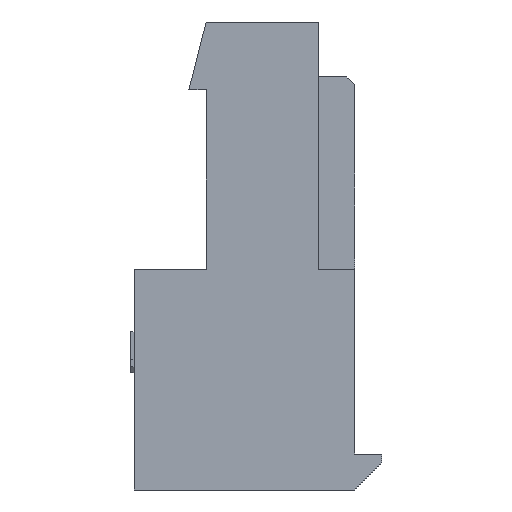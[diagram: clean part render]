
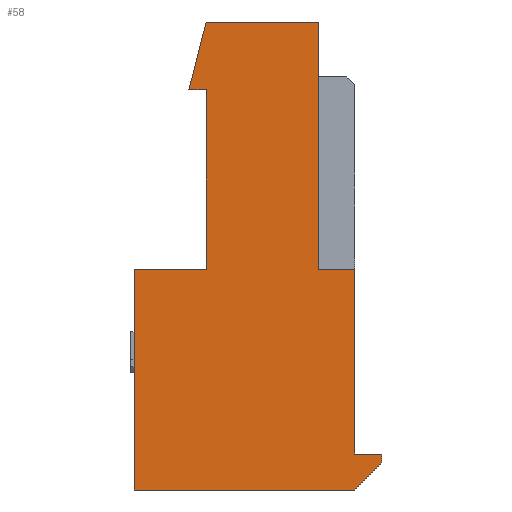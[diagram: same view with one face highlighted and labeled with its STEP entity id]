
A CAD part, left-side view. The second image highlights one B-rep face of the part: STEP entity #58.
In plain terms, the highlighted planar face has unit normal (-1, 0, 0).
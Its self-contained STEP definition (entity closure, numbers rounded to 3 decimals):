
#58=ADVANCED_FACE('',(#378),#379,.F.);
#378=FACE_OUTER_BOUND('',#1003,.T.);
#379=PLANE('',#1004);
#1003=EDGE_LOOP('',(#1688,#1689,#1690,#1691,#1692,#1693,#1694,#1695,#1696,#1697,#1698,#1699,#1700));
#1004=AXIS2_PLACEMENT_3D('',#1701,#1702,#1703);
#1688=ORIENTED_EDGE('',*,*,#4329,.F.);
#1689=ORIENTED_EDGE('',*,*,#4330,.F.);
#1690=ORIENTED_EDGE('',*,*,#4331,.F.);
#1691=ORIENTED_EDGE('',*,*,#4332,.F.);
#1692=ORIENTED_EDGE('',*,*,#4333,.F.);
#1693=ORIENTED_EDGE('',*,*,#4334,.F.);
#1694=ORIENTED_EDGE('',*,*,#4335,.F.);
#1695=ORIENTED_EDGE('',*,*,#4336,.F.);
#1696=ORIENTED_EDGE('',*,*,#4337,.F.);
#1697=ORIENTED_EDGE('',*,*,#4338,.F.);
#1698=ORIENTED_EDGE('',*,*,#4339,.F.);
#1699=ORIENTED_EDGE('',*,*,#4340,.T.);
#1700=ORIENTED_EDGE('',*,*,#4341,.T.);
#1701=CARTESIAN_POINT('',(-3.81,0.0,0.0));
#1702=DIRECTION('',(1.0,0.0,0.0));
#1703=DIRECTION('',(0.0,1.0,0.0));
#4329=EDGE_CURVE('',#5255,#5256,#5257,.T.);
#4330=EDGE_CURVE('',#5258,#5255,#5259,.T.);
#4331=EDGE_CURVE('',#5260,#5258,#5261,.T.);
#4332=EDGE_CURVE('',#5262,#5260,#5263,.T.);
#4333=EDGE_CURVE('',#5264,#5262,#5265,.T.);
#4334=EDGE_CURVE('',#5266,#5264,#5267,.T.);
#4335=EDGE_CURVE('',#5268,#5266,#5269,.T.);
#4336=EDGE_CURVE('',#5270,#5268,#5271,.T.);
#4337=EDGE_CURVE('',#5272,#5270,#5273,.T.);
#4338=EDGE_CURVE('',#5274,#5272,#5275,.T.);
#4339=EDGE_CURVE('',#5276,#5274,#5277,.T.);
#4340=EDGE_CURVE('',#5276,#5278,#5279,.T.);
#4341=EDGE_CURVE('',#5278,#5256,#5280,.T.);
#5255=VERTEX_POINT('',#6733);
#5256=VERTEX_POINT('',#6734);
#5257=LINE('',#6735,#6736);
#5258=VERTEX_POINT('',#6737);
#5259=LINE('',#6738,#6739);
#5260=VERTEX_POINT('',#6740);
#5261=LINE('',#6741,#6742);
#5262=VERTEX_POINT('',#6743);
#5263=LINE('',#6744,#6745);
#5264=VERTEX_POINT('',#6746);
#5265=LINE('',#6747,#6748);
#5266=VERTEX_POINT('',#6749);
#5267=LINE('',#6750,#6751);
#5268=VERTEX_POINT('',#6752);
#5269=LINE('',#6753,#6754);
#5270=VERTEX_POINT('',#6755);
#5271=LINE('',#6756,#6757);
#5272=VERTEX_POINT('',#6758);
#5273=LINE('',#6759,#6760);
#5274=VERTEX_POINT('',#6761);
#5275=LINE('',#6762,#6763);
#5276=VERTEX_POINT('',#6764);
#5277=LINE('',#6765,#6766);
#5278=VERTEX_POINT('',#6767);
#5279=LINE('',#6768,#6769);
#5280=LINE('',#6770,#6771);
#6733=CARTESIAN_POINT('',(-3.81,1.321,0.0));
#6734=CARTESIAN_POINT('',(-3.81,-1.854,0.0));
#6735=CARTESIAN_POINT('',(-3.81,1.321,0.0));
#6736=VECTOR('',#8993,3.175);
#6737=CARTESIAN_POINT('',(-3.81,1.803,-1.905));
#6738=CARTESIAN_POINT('',(-3.81,1.803,-1.905));
#6739=VECTOR('',#8994,1.965);
#6740=CARTESIAN_POINT('',(-3.81,1.321,-1.905));
#6741=CARTESIAN_POINT('',(-3.81,1.321,-1.905));
#6742=VECTOR('',#8995,0.483);
#6743=CARTESIAN_POINT('',(-3.81,1.321,-6.985));
#6744=CARTESIAN_POINT('',(-3.81,1.321,-6.985));
#6745=VECTOR('',#8996,5.08);
#6746=CARTESIAN_POINT('',(-3.81,3.353,-6.985));
#6747=CARTESIAN_POINT('',(-3.81,3.353,-6.985));
#6748=VECTOR('',#8997,2.032);
#6749=CARTESIAN_POINT('',(-3.81,3.353,-13.208));
#6750=CARTESIAN_POINT('',(-3.81,3.353,-13.208));
#6751=VECTOR('',#8998,6.223);
#6752=CARTESIAN_POINT('',(-3.81,-2.87,-13.208));
#6753=CARTESIAN_POINT('',(-3.81,-2.87,-13.208));
#6754=VECTOR('',#8999,6.223);
#6755=CARTESIAN_POINT('',(-3.81,-3.632,-12.446));
#6756=CARTESIAN_POINT('',(-3.81,-3.632,-12.446));
#6757=VECTOR('',#9000,1.078);
#6758=CARTESIAN_POINT('',(-3.81,-3.632,-12.192));
#6759=CARTESIAN_POINT('',(-3.81,-3.632,-12.192));
#6760=VECTOR('',#9001,0.254);
#6761=CARTESIAN_POINT('',(-3.81,-2.87,-12.192));
#6762=CARTESIAN_POINT('',(-3.81,-2.87,-12.192));
#6763=VECTOR('',#9002,0.762);
#6764=CARTESIAN_POINT('',(-3.81,-2.87,-6.985));
#6765=CARTESIAN_POINT('',(-3.81,-2.87,-6.985));
#6766=VECTOR('',#9003,5.207);
#6767=CARTESIAN_POINT('',(-3.81,-1.854,-6.985));
#6768=CARTESIAN_POINT('',(-3.81,-2.87,-6.985));
#6769=VECTOR('',#9004,1.016);
#6770=CARTESIAN_POINT('',(-3.81,-1.854,-6.985));
#6771=VECTOR('',#9005,6.985);
#8993=DIRECTION('',(0.0,-1.0,0.0));
#8994=DIRECTION('',(0.0,-0.246,0.969));
#8995=DIRECTION('',(0.0,1.0,0.0));
#8996=DIRECTION('',(0.0,0.0,1.0));
#8997=DIRECTION('',(0.0,-1.0,0.0));
#8998=DIRECTION('',(0.0,0.0,1.0));
#8999=DIRECTION('',(0.0,1.0,0.0));
#9000=DIRECTION('',(0.0,0.707,-0.707));
#9001=DIRECTION('',(0.0,0.0,-1.0));
#9002=DIRECTION('',(0.0,-1.0,0.0));
#9003=DIRECTION('',(0.0,0.0,-1.0));
#9004=DIRECTION('',(0.0,1.0,0.0));
#9005=DIRECTION('',(0.0,0.0,1.0));
